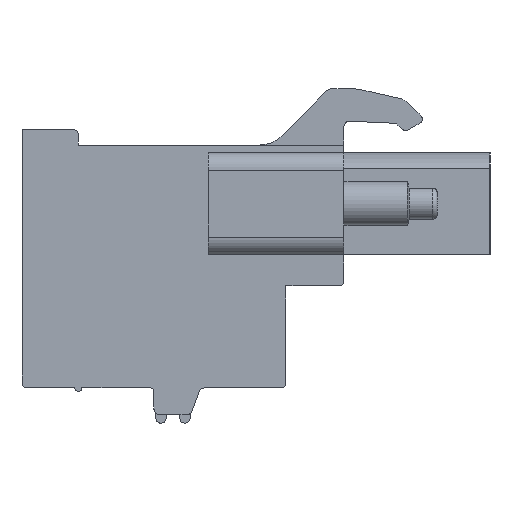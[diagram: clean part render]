
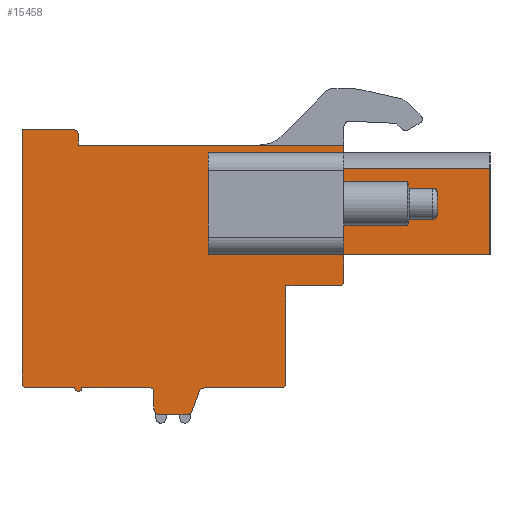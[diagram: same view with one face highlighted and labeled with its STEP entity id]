
A CAD part, left-side view. The second image highlights one B-rep face of the part: STEP entity #15458.
In plain terms, the highlighted planar face has unit normal (-1, 0, 0).
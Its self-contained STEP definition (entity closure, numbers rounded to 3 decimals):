
#1=DIRECTION('',(0.,-1.,0.));
#2=VECTOR('',#1,6.1);
#3=CARTESIAN_POINT('',(0.,2.04,0.73));
#4=LINE('',#3,#2);
#5=DIRECTION('',(0.,0.,1.));
#6=VECTOR('',#5,5.8);
#7=CARTESIAN_POINT('',(0.,-4.06,0.73));
#8=LINE('',#7,#6);
#9=DIRECTION('',(0.,1.,0.));
#10=VECTOR('',#9,6.1);
#11=CARTESIAN_POINT('',(0.,-4.06,6.53));
#12=LINE('',#11,#10);
#13=CARTESIAN_POINT('',(0.,-2.06,-6.54));
#14=DIRECTION('',(1.,0.,0.));
#15=DIRECTION('',(0.,-1.,0.));
#16=AXIS2_PLACEMENT_3D('',#13,#14,#15);
#18=DIRECTION('',(0.,1.,0.));
#19=VECTOR('',#18,4.34);
#20=CARTESIAN_POINT('',(0.,-2.06,-6.84));
#21=LINE('',#20,#19);
#22=CARTESIAN_POINT('',(0.,2.28,-7.14));
#23=DIRECTION('',(-1.,0.,0.));
#24=DIRECTION('',(0.,0.,1.));
#25=AXIS2_PLACEMENT_3D('',#22,#23,#24);
#27=DIRECTION('',(0.,0.345,-0.939));
#28=VECTOR('',#27,1.179);
#29=CARTESIAN_POINT('',(0.,2.562,-7.037));
#30=LINE('',#29,#28);
#31=CARTESIAN_POINT('',(0.,3.25,-8.04));
#32=DIRECTION('',(1.,0.,0.));
#33=DIRECTION('',(0.,-0.939,-0.345));
#34=AXIS2_PLACEMENT_3D('',#31,#32,#33);
#36=DIRECTION('',(0.,1.,0.));
#37=VECTOR('',#36,1.59);
#38=CARTESIAN_POINT('',(0.,3.25,-8.34));
#39=LINE('',#38,#37);
#40=CARTESIAN_POINT('',(0.,4.84,-8.04));
#41=DIRECTION('',(1.,0.,0.));
#42=DIRECTION('',(0.,0.,-1.));
#43=AXIS2_PLACEMENT_3D('',#40,#41,#42);
#45=DIRECTION('',(0.,0.,1.));
#46=VECTOR('',#45,1.);
#47=CARTESIAN_POINT('',(0.,5.14,-8.04));
#48=LINE('',#47,#46);
#49=CARTESIAN_POINT('',(0.,5.34,-7.04));
#50=DIRECTION('',(-1.,0.,0.));
#51=DIRECTION('',(0.,-1.,0.));
#52=AXIS2_PLACEMENT_3D('',#49,#50,#51);
#54=DIRECTION('',(0.,1.,0.));
#55=VECTOR('',#54,3.9);
#56=CARTESIAN_POINT('',(0.,5.34,-6.84));
#57=LINE('',#56,#55);
#58=CARTESIAN_POINT('',(0.,9.44,-6.84));
#59=DIRECTION('',(1.,0.,0.));
#60=DIRECTION('',(0.,-1.,0.));
#61=AXIS2_PLACEMENT_3D('',#58,#59,#60);
#63=DIRECTION('',(0.,1.,0.));
#64=VECTOR('',#63,2.7);
#65=CARTESIAN_POINT('',(0.,9.64,-6.84));
#66=LINE('',#65,#64);
#67=CARTESIAN_POINT('',(0.,12.34,-6.54));
#68=DIRECTION('',(1.,0.,0.));
#69=DIRECTION('',(0.,0.,-1.));
#70=AXIS2_PLACEMENT_3D('',#67,#68,#69);
#72=DIRECTION('',(0.,0.,1.));
#73=VECTOR('',#72,0.5);
#74=CARTESIAN_POINT('',(0.,12.64,-6.54));
#75=LINE('',#74,#73);
#76=DIRECTION('',(0.,0.,1.));
#77=VECTOR('',#76,13.9);
#78=CARTESIAN_POINT('',(0.,12.64,-6.04));
#79=LINE('',#78,#77);
#80=DIRECTION('',(0.,-1.,0.));
#81=VECTOR('',#80,2.9);
#82=CARTESIAN_POINT('',(0.,12.64,7.86));
#83=LINE('',#82,#81);
#84=CARTESIAN_POINT('',(0.,9.74,7.56));
#85=DIRECTION('',(1.,0.,0.));
#86=DIRECTION('',(0.,0.,1.));
#87=AXIS2_PLACEMENT_3D('',#84,#85,#86);
#89=DIRECTION('',(0.,0.,-1.));
#90=VECTOR('',#89,0.6);
#91=CARTESIAN_POINT('',(0.,9.44,7.56));
#92=LINE('',#91,#90);
#93=DIRECTION('',(0.,-1.,0.));
#94=VECTOR('',#93,15.1);
#95=CARTESIAN_POINT('',(0.,9.44,6.96));
#96=LINE('',#95,#94);
#97=DIRECTION('',(0.,0.,-1.));
#98=VECTOR('',#97,1.325);
#99=CARTESIAN_POINT('',(0.,-5.66,6.96));
#100=LINE('',#99,#98);
#101=DIRECTION('',(0.,1.,0.));
#102=VECTOR('',#101,8.3);
#103=CARTESIAN_POINT('',(0.,-13.96,5.635));
#104=LINE('',#103,#102);
#105=DIRECTION('',(0.,1.,0.));
#106=VECTOR('',#105,8.3);
#107=CARTESIAN_POINT('',(0.,-13.96,0.73));
#108=LINE('',#107,#106);
#109=DIRECTION('',(0.,0.,-1.));
#110=VECTOR('',#109,1.47);
#111=CARTESIAN_POINT('',(0.,-5.66,0.73));
#112=LINE('',#111,#110);
#113=CARTESIAN_POINT('',(0.,-5.36,-0.74));
#114=DIRECTION('',(-1.,0.,0.));
#115=DIRECTION('',(0.,0.,-1.));
#116=AXIS2_PLACEMENT_3D('',#113,#114,#115);
#394=DIRECTION('',(0.,0.,1.));
#395=VECTOR('',#394,5.8);
#396=CARTESIAN_POINT('',(0.,2.04,0.73));
#397=LINE('',#396,#395);
#731=DIRECTION('',(0.,-1.,0.));
#732=VECTOR('',#731,3.);
#733=CARTESIAN_POINT('',(0.,-2.36,-1.04));
#734=LINE('',#733,#732);
#1843=DIRECTION('',(0.,0.,1.));
#1844=VECTOR('',#1843,4.905);
#1845=CARTESIAN_POINT('',(0.,-13.96,0.73));
#1846=LINE('',#1845,#1844);
#3765=DIRECTION('',(0.,0.,1.));
#3766=VECTOR('',#3765,5.5);
#3767=CARTESIAN_POINT('',(0.,-2.36,-6.54));
#3768=LINE('',#3767,#3766);
#11727=CARTESIAN_POINT('',(0.,12.34,-6.84));
#11728=CARTESIAN_POINT('',(0.,12.64,-6.54));
#11729=VERTEX_POINT('',#11727);
#11730=VERTEX_POINT('',#11728);
#11731=CARTESIAN_POINT('',(0.,12.64,-6.04));
#11732=VERTEX_POINT('',#11731);
#11733=CARTESIAN_POINT('',(0.,12.64,7.86));
#11734=VERTEX_POINT('',#11733);
#11735=CARTESIAN_POINT('',(0.,9.74,7.86));
#11736=VERTEX_POINT('',#11735);
#11737=CARTESIAN_POINT('',(0.,9.44,7.56));
#11738=VERTEX_POINT('',#11737);
#11739=CARTESIAN_POINT('',(0.,9.44,6.96));
#11740=VERTEX_POINT('',#11739);
#11741=CARTESIAN_POINT('',(0.,-5.66,6.96));
#11742=VERTEX_POINT('',#11741);
#11743=CARTESIAN_POINT('',(0.,-2.36,-6.54));
#11744=CARTESIAN_POINT('',(0.,-2.06,-6.84));
#11745=VERTEX_POINT('',#11743);
#11746=VERTEX_POINT('',#11744);
#11747=CARTESIAN_POINT('',(0.,2.28,-6.84));
#11748=VERTEX_POINT('',#11747);
#11749=CARTESIAN_POINT('',(0.,2.562,-7.037));
#11750=VERTEX_POINT('',#11749);
#11751=CARTESIAN_POINT('',(0.,2.968,-8.143));
#11752=VERTEX_POINT('',#11751);
#11753=CARTESIAN_POINT('',(0.,3.25,-8.34));
#11754=VERTEX_POINT('',#11753);
#11755=CARTESIAN_POINT('',(0.,4.84,-8.34));
#11756=VERTEX_POINT('',#11755);
#11757=CARTESIAN_POINT('',(0.,5.14,-8.04));
#11758=VERTEX_POINT('',#11757);
#11759=CARTESIAN_POINT('',(0.,5.14,-7.04));
#11760=VERTEX_POINT('',#11759);
#11761=CARTESIAN_POINT('',(0.,5.34,-6.84));
#11762=VERTEX_POINT('',#11761);
#11763=CARTESIAN_POINT('',(0.,9.24,-6.84));
#11764=VERTEX_POINT('',#11763);
#11765=CARTESIAN_POINT('',(0.,9.64,-6.84));
#11766=VERTEX_POINT('',#11765);
#11831=CARTESIAN_POINT('',(0.,-13.96,0.73));
#11832=VERTEX_POINT('',#11831);
#11833=CARTESIAN_POINT('',(0.,-5.66,0.73));
#11834=VERTEX_POINT('',#11833);
#12059=CARTESIAN_POINT('',(0.,-13.96,5.635));
#12061=VERTEX_POINT('',#12059);
#15075=CARTESIAN_POINT('',(0.,2.04,0.73));
#15076=CARTESIAN_POINT('',(0.,2.04,6.53));
#15077=VERTEX_POINT('',#15075);
#15078=VERTEX_POINT('',#15076);
#15083=CARTESIAN_POINT('',(0.,-4.06,0.73));
#15085=VERTEX_POINT('',#15083);
#15087=CARTESIAN_POINT('',(0.,-4.06,6.53));
#15089=VERTEX_POINT('',#15087);
#15091=CARTESIAN_POINT('',(0.,-5.66,5.635));
#15092=VERTEX_POINT('',#15091);
#15239=CARTESIAN_POINT('',(0.,-5.36,-1.04));
#15240=CARTESIAN_POINT('',(0.,-5.66,-0.74));
#15241=VERTEX_POINT('',#15239);
#15242=VERTEX_POINT('',#15240);
#15243=CARTESIAN_POINT('',(0.,-2.36,-1.04));
#15244=VERTEX_POINT('',#15243);
#15387=CARTESIAN_POINT('',(0.,0.,0.));
#15388=DIRECTION('',(1.,0.,0.));
#15389=DIRECTION('',(0.,-1.,0.));
#15390=AXIS2_PLACEMENT_3D('',#15387,#15388,#15389);
#15391=PLANE('',#15390);
#15393=ORIENTED_EDGE('',*,*,#15392,.F.);
#15395=ORIENTED_EDGE('',*,*,#15394,.F.);
#15397=ORIENTED_EDGE('',*,*,#15396,.T.);
#15399=ORIENTED_EDGE('',*,*,#15398,.T.);
#15401=ORIENTED_EDGE('',*,*,#15400,.T.);
#15403=ORIENTED_EDGE('',*,*,#15402,.T.);
#15405=ORIENTED_EDGE('',*,*,#15404,.T.);
#15407=ORIENTED_EDGE('',*,*,#15406,.T.);
#15409=ORIENTED_EDGE('',*,*,#15408,.T.);
#15411=ORIENTED_EDGE('',*,*,#15410,.T.);
#15413=ORIENTED_EDGE('',*,*,#15412,.T.);
#15415=ORIENTED_EDGE('',*,*,#15414,.T.);
#15417=ORIENTED_EDGE('',*,*,#15416,.T.);
#15419=ORIENTED_EDGE('',*,*,#15418,.T.);
#15421=ORIENTED_EDGE('',*,*,#15420,.T.);
#15423=ORIENTED_EDGE('',*,*,#15422,.T.);
#15425=ORIENTED_EDGE('',*,*,#15424,.T.);
#15427=ORIENTED_EDGE('',*,*,#15426,.T.);
#15429=ORIENTED_EDGE('',*,*,#15428,.T.);
#15431=ORIENTED_EDGE('',*,*,#15430,.T.);
#15433=ORIENTED_EDGE('',*,*,#15432,.T.);
#15435=ORIENTED_EDGE('',*,*,#15434,.T.);
#15437=ORIENTED_EDGE('',*,*,#15436,.F.);
#15439=ORIENTED_EDGE('',*,*,#15438,.F.);
#15441=ORIENTED_EDGE('',*,*,#15440,.T.);
#15443=ORIENTED_EDGE('',*,*,#15442,.T.);
#15445=ORIENTED_EDGE('',*,*,#15444,.F.);
#15446=EDGE_LOOP('',(#15393,#15395,#15397,#15399,#15401,#15403,#15405,#15407,
#15409,#15411,#15413,#15415,#15417,#15419,#15421,#15423,#15425,#15427,#15429,
#15431,#15433,#15435,#15437,#15439,#15441,#15443,#15445));
#15447=FACE_OUTER_BOUND('',#15446,.F.);
#15449=ORIENTED_EDGE('',*,*,#15448,.T.);
#15451=ORIENTED_EDGE('',*,*,#15450,.T.);
#15453=ORIENTED_EDGE('',*,*,#15452,.T.);
#15455=ORIENTED_EDGE('',*,*,#15454,.F.);
#15456=EDGE_LOOP('',(#15449,#15451,#15453,#15455));
#15457=FACE_BOUND('',#15456,.F.);
#15458=ADVANCED_FACE('',(#15447,#15457),#15391,.F.);
#17=CIRCLE('',#16,0.3);
#26=CIRCLE('',#25,0.3);
#35=CIRCLE('',#34,0.3);
#44=CIRCLE('',#43,0.3);
#53=CIRCLE('',#52,0.2);
#62=CIRCLE('',#61,0.2);
#71=CIRCLE('',#70,0.3);
#88=CIRCLE('',#87,0.3);
#117=CIRCLE('',#116,0.3);
#15392=EDGE_CURVE('',#15244,#15241,#734,.T.);
#15394=EDGE_CURVE('',#11745,#15244,#3768,.T.);
#15396=EDGE_CURVE('',#11745,#11746,#17,.T.);
#15398=EDGE_CURVE('',#11746,#11748,#21,.T.);
#15400=EDGE_CURVE('',#11748,#11750,#26,.T.);
#15402=EDGE_CURVE('',#11750,#11752,#30,.T.);
#15404=EDGE_CURVE('',#11752,#11754,#35,.T.);
#15406=EDGE_CURVE('',#11754,#11756,#39,.T.);
#15408=EDGE_CURVE('',#11756,#11758,#44,.T.);
#15410=EDGE_CURVE('',#11758,#11760,#48,.T.);
#15412=EDGE_CURVE('',#11760,#11762,#53,.T.);
#15414=EDGE_CURVE('',#11762,#11764,#57,.T.);
#15416=EDGE_CURVE('',#11764,#11766,#62,.T.);
#15418=EDGE_CURVE('',#11766,#11729,#66,.T.);
#15420=EDGE_CURVE('',#11729,#11730,#71,.T.);
#15422=EDGE_CURVE('',#11730,#11732,#75,.T.);
#15424=EDGE_CURVE('',#11732,#11734,#79,.T.);
#15426=EDGE_CURVE('',#11734,#11736,#83,.T.);
#15428=EDGE_CURVE('',#11736,#11738,#88,.T.);
#15430=EDGE_CURVE('',#11738,#11740,#92,.T.);
#15432=EDGE_CURVE('',#11740,#11742,#96,.T.);
#15434=EDGE_CURVE('',#11742,#15092,#100,.T.);
#15436=EDGE_CURVE('',#12061,#15092,#104,.T.);
#15438=EDGE_CURVE('',#11832,#12061,#1846,.T.);
#15440=EDGE_CURVE('',#11832,#11834,#108,.T.);
#15442=EDGE_CURVE('',#11834,#15242,#112,.T.);
#15444=EDGE_CURVE('',#15241,#15242,#117,.T.);
#15448=EDGE_CURVE('',#15077,#15085,#4,.T.);
#15450=EDGE_CURVE('',#15085,#15089,#8,.T.);
#15452=EDGE_CURVE('',#15089,#15078,#12,.T.);
#15454=EDGE_CURVE('',#15077,#15078,#397,.T.);
